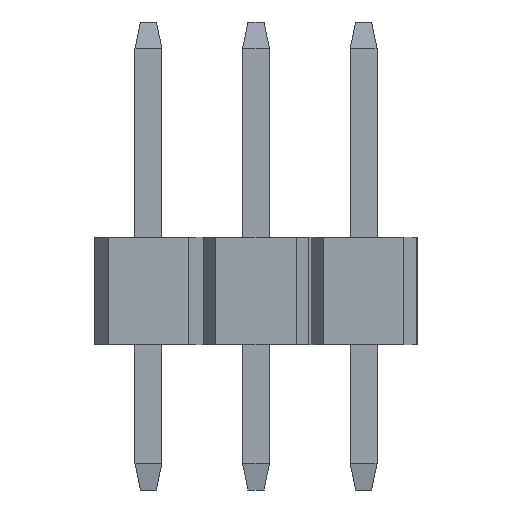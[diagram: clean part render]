
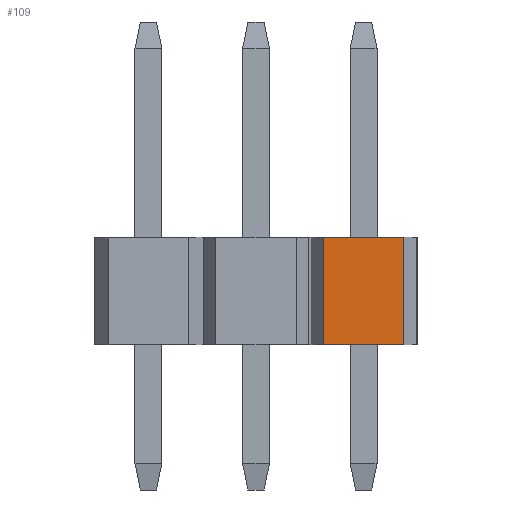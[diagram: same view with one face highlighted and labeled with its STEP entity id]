
A CAD part, front view. The second image highlights one B-rep face of the part: STEP entity #109.
In plain terms, the highlighted planar face has unit normal (0, -1, 0).
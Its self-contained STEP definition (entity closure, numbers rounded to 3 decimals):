
#109=ADVANCED_FACE('',(#195),#1345,.T.);
#195=FACE_OUTER_BOUND('',#281,.T.);
#281=EDGE_LOOP('',(#522,#523,#524,#525));
#522=ORIENTED_EDGE('',*,*,#850,.F.);
#523=ORIENTED_EDGE('',*,*,#851,.F.);
#524=ORIENTED_EDGE('',*,*,#852,.F.);
#525=ORIENTED_EDGE('',*,*,#832,.F.);
#832=EDGE_CURVE('',#1217,#1218,#1042,.T.);
#850=EDGE_CURVE('',#1240,#1217,#1060,.T.);
#851=EDGE_CURVE('',#1241,#1240,#1061,.T.);
#852=EDGE_CURVE('',#1218,#1241,#1062,.T.);
#1042=B_SPLINE_CURVE_WITH_KNOTS('',1,(#1971,#1972),.UNSPECIFIED.,.F.,.F.,
(2,2),(0.,1.5),.UNSPECIFIED.);
#1060=B_SPLINE_CURVE_WITH_KNOTS('',1,(#2007,#2008),.UNSPECIFIED.,.F.,.F.,
(2,2),(-2.,0.),.UNSPECIFIED.);
#1061=B_SPLINE_CURVE_WITH_KNOTS('',1,(#2009,#2010),.UNSPECIFIED.,.F.,.F.,
(2,2),(-1.5,0.),.UNSPECIFIED.);
#1062=B_SPLINE_CURVE_WITH_KNOTS('',1,(#2011,#2012),.UNSPECIFIED.,.F.,.F.,
(2,2),(-2.,0.),.UNSPECIFIED.);
#1217=VERTEX_POINT('',#1887);
#1218=VERTEX_POINT('',#1888);
#1240=VERTEX_POINT('',#1910);
#1241=VERTEX_POINT('',#1911);
#1345=PLANE('',#1451);
#1451=AXIS2_PLACEMENT_3D('',#1845,#1540,$);
#1540=DIRECTION('',(0.,-1.,0.));
#1845=CARTESIAN_POINT('',(3.04,144.,-0.25));
#1887=CARTESIAN_POINT('',(4.75,144.,0.01));
#1888=CARTESIAN_POINT('',(3.25,144.,0.01));
#1910=CARTESIAN_POINT('',(4.75,144.,2.01));
#1911=CARTESIAN_POINT('',(3.25,144.,2.01));
#1971=CARTESIAN_POINT('',(4.75,144.,0.01));
#1972=CARTESIAN_POINT('',(3.25,144.,0.01));
#2007=CARTESIAN_POINT('',(4.75,144.,2.01));
#2008=CARTESIAN_POINT('',(4.75,144.,0.01));
#2009=CARTESIAN_POINT('',(3.25,144.,2.01));
#2010=CARTESIAN_POINT('',(4.75,144.,2.01));
#2011=CARTESIAN_POINT('',(3.25,144.,0.01));
#2012=CARTESIAN_POINT('',(3.25,144.,2.01));
